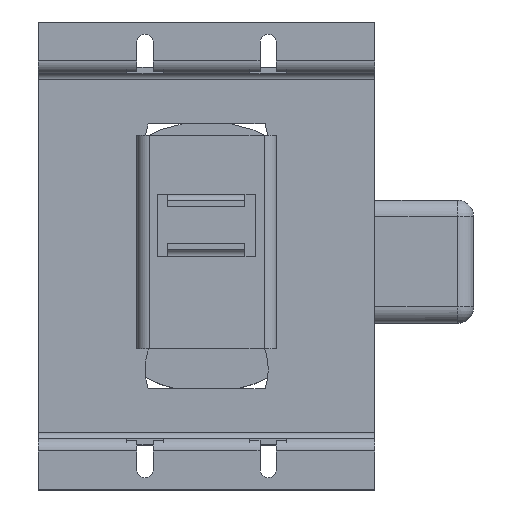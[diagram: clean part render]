
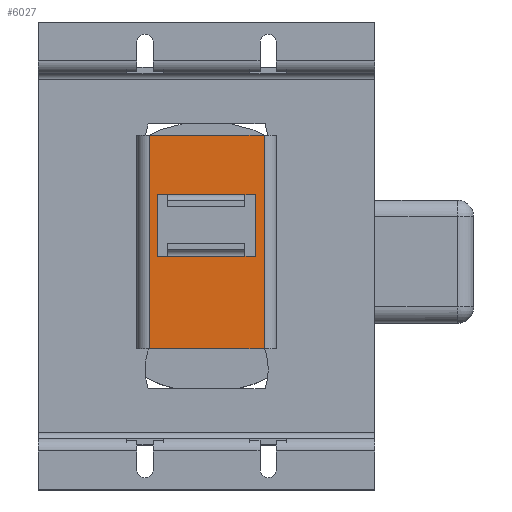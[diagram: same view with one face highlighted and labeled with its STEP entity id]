
A CAD part, top view. The second image highlights one B-rep face of the part: STEP entity #6027.
In plain terms, the highlighted planar face has unit normal (0, 0, 1).
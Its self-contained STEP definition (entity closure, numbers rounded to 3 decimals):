
#49 = ORIENTED_EDGE ( 'NONE', *, *, #93, .F. ) ;
#93 = EDGE_CURVE ( 'NONE', #4553, #5365, #428, .T. ) ;
#147 = CARTESIAN_POINT ( 'NONE',  ( 12., 0., 20.5 ) ) ;
#221 = DIRECTION ( 'NONE',  ( -1., 0., 0. ) ) ;
#230 = ORIENTED_EDGE ( 'NONE', *, *, #539, .T. ) ;
#309 = LINE ( 'NONE', #2214, #5701 ) ;
#362 = EDGE_CURVE ( 'NONE', #1939, #4793, #4485, .T. ) ;
#376 = VERTEX_POINT ( 'NONE', #760 ) ;
#402 = VECTOR ( 'NONE', #5738, 1000. ) ;
#428 = LINE ( 'NONE', #981, #1251 ) ;
#539 = EDGE_CURVE ( 'NONE', #2914, #4750, #3328, .T. ) ;
#725 = ORIENTED_EDGE ( 'NONE', *, *, #362, .T. ) ;
#760 = CARTESIAN_POINT ( 'NONE',  ( -12., 15., 20.5 ) ) ;
#831 = CARTESIAN_POINT ( 'NONE',  ( -9.555, 0., 20.5 ) ) ;
#851 = CARTESIAN_POINT ( 'NONE',  ( 0., 0., 20.5 ) ) ;
#862 = VECTOR ( 'NONE', #4534, 1000. ) ;
#948 = CARTESIAN_POINT ( 'NONE',  ( 12., 0., 20.5 ) ) ;
#972 = DIRECTION ( 'NONE',  ( 0., 0., 1. ) ) ;
#981 = CARTESIAN_POINT ( 'NONE',  ( 12., 3., 20.5 ) ) ;
#991 = CARTESIAN_POINT ( 'NONE',  ( 9.334, 0., 20.5 ) ) ;
#1077 = VECTOR ( 'NONE', #2709, 1000. ) ;
#1144 = VERTEX_POINT ( 'NONE', #5415 ) ;
#1251 = VECTOR ( 'NONE', #3360, 1000. ) ;
#1262 = ORIENTED_EDGE ( 'NONE', *, *, #3673, .F. ) ;
#1430 = EDGE_CURVE ( 'NONE', #376, #3351, #2100, .T. ) ;
#1551 = CARTESIAN_POINT ( 'NONE',  ( 12., 15., 20.5 ) ) ;
#1572 = CARTESIAN_POINT ( 'NONE',  ( -12., 0., 20.5 ) ) ;
#1764 = VECTOR ( 'NONE', #2291, 1000. ) ;
#1814 = AXIS2_PLACEMENT_3D ( 'NONE', #3378, #972, #4791 ) ;
#1879 = EDGE_CURVE ( 'NONE', #4793, #4215, #4098, .T. ) ;
#1939 = VERTEX_POINT ( 'NONE', #3192 ) ;
#2052 = LINE ( 'NONE', #5877, #5192 ) ;
#2100 = LINE ( 'NONE', #5050, #3960 ) ;
#2132 = DIRECTION ( 'NONE',  ( 1., 0., 0. ) ) ;
#2166 = CARTESIAN_POINT ( 'NONE',  ( 14., 29.5, 20.5 ) ) ;
#2184 = EDGE_CURVE ( 'NONE', #3351, #4750, #3177, .T. ) ;
#2214 = CARTESIAN_POINT ( 'NONE',  ( 9.334, 15., 20.5 ) ) ;
#2227 = CARTESIAN_POINT ( 'NONE',  ( -9.555, 15., 20.5 ) ) ;
#2234 = CARTESIAN_POINT ( 'NONE',  ( -9.555, 0., 20.5 ) ) ;
#2291 = DIRECTION ( 'NONE',  ( -1., 0., 0. ) ) ;
#2464 = VERTEX_POINT ( 'NONE', #4317 ) ;
#2508 = VECTOR ( 'NONE', #4865, 1000. ) ;
#2563 = EDGE_LOOP ( 'NONE', ( #5568, #6147, #3468, #725 ) ) ;
#2615 = ORIENTED_EDGE ( 'NONE', *, *, #5727, .T. ) ;
#2709 = DIRECTION ( 'NONE',  ( 1., 0., 0. ) ) ;
#2881 = EDGE_CURVE ( 'NONE', #4215, #2464, #2052, .T. ) ;
#2914 = VERTEX_POINT ( 'NONE', #991 ) ;
#2916 = CARTESIAN_POINT ( 'NONE',  ( -12., 15., 20.5 ) ) ;
#2971 = EDGE_LOOP ( 'NONE', ( #5316, #5822, #4829, #2615, #3115, #49, #1262, #230 ) ) ;
#3022 = DIRECTION ( 'NONE',  ( 0., -1., 0. ) ) ;
#3039 = LINE ( 'NONE', #5893, #5816 ) ;
#3043 = DIRECTION ( 'NONE',  ( 0., 1., 0. ) ) ;
#3064 = CARTESIAN_POINT ( 'NONE',  ( 17., 29.5, 20.5 ) ) ;
#3115 = ORIENTED_EDGE ( 'NONE', *, *, #4376, .F. ) ;
#3177 = LINE ( 'NONE', #831, #1077 ) ;
#3192 = CARTESIAN_POINT ( 'NONE',  ( 14., -22.5, 20.5 ) ) ;
#3328 = LINE ( 'NONE', #851, #1764 ) ;
#3349 = FACE_BOUND ( 'NONE', #2971, .T. ) ;
#3351 = VERTEX_POINT ( 'NONE', #1572 ) ;
#3360 = DIRECTION ( 'NONE',  ( 0., 1., 0. ) ) ;
#3378 = CARTESIAN_POINT ( 'NONE',  ( 0., 0., 20.5 ) ) ;
#3448 = LINE ( 'NONE', #2916, #2508 ) ;
#3468 = ORIENTED_EDGE ( 'NONE', *, *, #3808, .T. ) ;
#3605 = LINE ( 'NONE', #4072, #5592 ) ;
#3673 = EDGE_CURVE ( 'NONE', #2914, #4553, #3707, .T. ) ;
#3707 = LINE ( 'NONE', #948, #402 ) ;
#3808 = EDGE_CURVE ( 'NONE', #2464, #1939, #3605, .T. ) ;
#3960 = VECTOR ( 'NONE', #3982, 1000. ) ;
#3982 = DIRECTION ( 'NONE',  ( 0., -1., 0. ) ) ;
#4072 = CARTESIAN_POINT ( 'NONE',  ( -17., -22.5, 20.5 ) ) ;
#4098 = LINE ( 'NONE', #3064, #862 ) ;
#4215 = VERTEX_POINT ( 'NONE', #4468 ) ;
#4317 = CARTESIAN_POINT ( 'NONE',  ( -14., -22.5, 20.5 ) ) ;
#4376 = EDGE_CURVE ( 'NONE', #5365, #1144, #309, .T. ) ;
#4381 = FACE_OUTER_BOUND ( 'NONE', #2563, .T. ) ;
#4468 = CARTESIAN_POINT ( 'NONE',  ( -14., 29.5, 20.5 ) ) ;
#4485 = LINE ( 'NONE', #2166, #5659 ) ;
#4534 = DIRECTION ( 'NONE',  ( -1., 0., 0. ) ) ;
#4553 = VERTEX_POINT ( 'NONE', #147 ) ;
#4713 = CARTESIAN_POINT ( 'NONE',  ( 14., 29.5, 20.5 ) ) ;
#4750 = VERTEX_POINT ( 'NONE', #2234 ) ;
#4791 = DIRECTION ( 'NONE',  ( 1., 0., 0. ) ) ;
#4793 = VERTEX_POINT ( 'NONE', #4713 ) ;
#4829 = ORIENTED_EDGE ( 'NONE', *, *, #5593, .F. ) ;
#4865 = DIRECTION ( 'NONE',  ( -1., 0., 0. ) ) ;
#5050 = CARTESIAN_POINT ( 'NONE',  ( -12., 12., 20.5 ) ) ;
#5192 = VECTOR ( 'NONE', #3022, 1000. ) ;
#5260 = PLANE ( 'NONE',  #1814 ) ;
#5316 = ORIENTED_EDGE ( 'NONE', *, *, #2184, .F. ) ;
#5365 = VERTEX_POINT ( 'NONE', #1551 ) ;
#5415 = CARTESIAN_POINT ( 'NONE',  ( 9.334, 15., 20.5 ) ) ;
#5513 = DIRECTION ( 'NONE',  ( 1., 0., 0. ) ) ;
#5568 = ORIENTED_EDGE ( 'NONE', *, *, #1879, .T. ) ;
#5592 = VECTOR ( 'NONE', #5513, 1000. ) ;
#5593 = EDGE_CURVE ( 'NONE', #5831, #376, #3448, .T. ) ;
#5659 = VECTOR ( 'NONE', #3043, 1000. ) ;
#5701 = VECTOR ( 'NONE', #221, 1000. ) ;
#5727 = EDGE_CURVE ( 'NONE', #5831, #1144, #3039, .T. ) ;
#5738 = DIRECTION ( 'NONE',  ( 1., 0., 0. ) ) ;
#5816 = VECTOR ( 'NONE', #2132, 1000. ) ;
#5822 = ORIENTED_EDGE ( 'NONE', *, *, #1430, .F. ) ;
#5831 = VERTEX_POINT ( 'NONE', #2227 ) ;
#5877 = CARTESIAN_POINT ( 'NONE',  ( -14., -22.5, 20.5 ) ) ;
#5893 = CARTESIAN_POINT ( 'NONE',  ( 0., 15., 20.5 ) ) ;
#6027 = ADVANCED_FACE ( 'NONE', ( #3349, #4381 ), #5260, .T. ) ;
#6147 = ORIENTED_EDGE ( 'NONE', *, *, #2881, .T. ) ;
